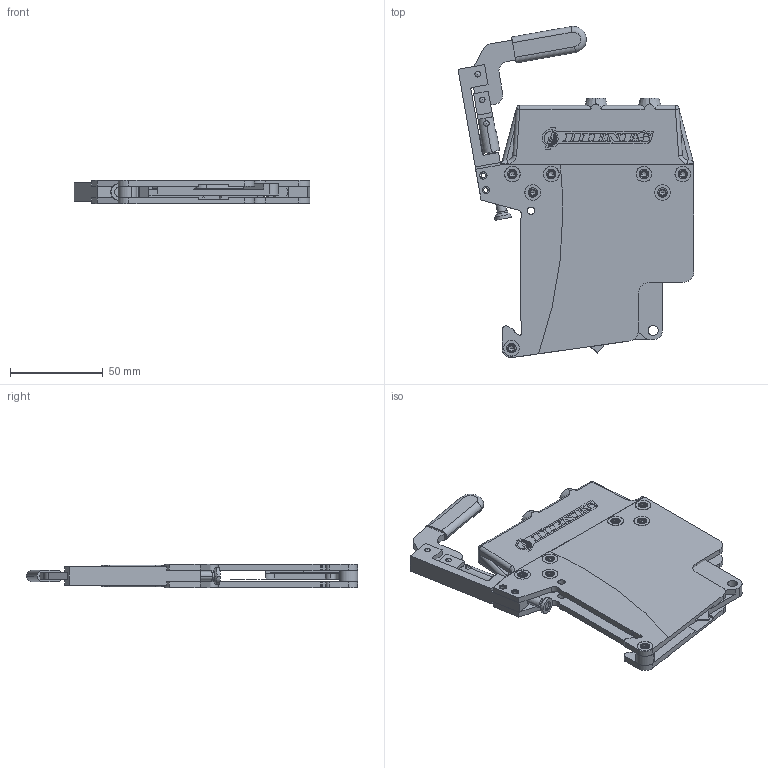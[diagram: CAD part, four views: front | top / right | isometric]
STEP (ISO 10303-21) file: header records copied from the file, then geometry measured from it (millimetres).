
FILE_DESCRIPTION (( 'STEP AP214' ), '1' );
FILE_NAME ('0.50 PQAS_QC_Manual_T Style_Razor Cut Knife Holder.STEP', '2022-10-19T12:12:27', ( '' ), ( '' ), 'SwSTEP 2.0', 'SolidWorks 2021', '' );
FILE_SCHEMA (( 'AUTOMOTIVE_DESIGN' ));
Length unit declared in the file: inch
Products named in the file (1): 0.50 PQAS_QC_Manual_T Style_Razor Cut Knife Holder
Bounding box: 127.3 x 178.65 x 12.64 mm (x, y, z)
Surface area: 66945.4 mm2 (no closed solid volume)
Topology: 0 solids, 51 shells, 537 faces, 1940 edges, 1409 vertices
Faces by surface type: cylinder 263, plane 220, cone 36, sphere 10, torus 6, bspline 2
Entity records: 28962 total; most frequent: CARTESIAN_POINT 5599, DIRECTION 3413, ORIENTED_EDGE 3146, EDGE_CURVE 1910, VERTEX_POINT 1403, AXIS2_PLACEMENT_3D 1228, VECTOR 957, LINE 957
